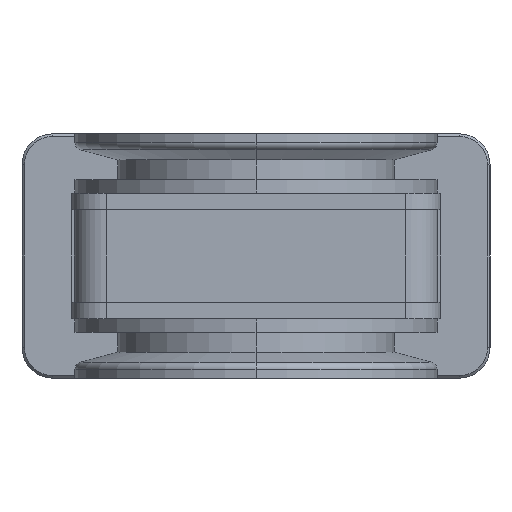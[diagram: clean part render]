
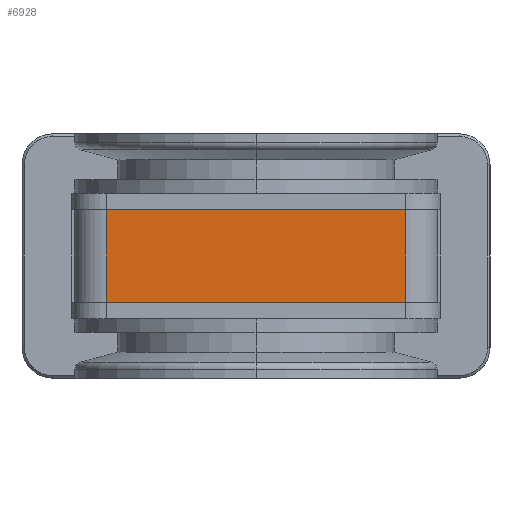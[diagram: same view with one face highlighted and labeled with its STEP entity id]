
A CAD part, front view. The second image highlights one B-rep face of the part: STEP entity #6928.
In plain terms, the highlighted planar face has unit normal (0, -1, 0).
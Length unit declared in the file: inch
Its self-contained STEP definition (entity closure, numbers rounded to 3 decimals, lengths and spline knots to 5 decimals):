
#65=DIRECTION('',(-1.,0.,0.));
#66=VECTOR('',#65,2.437);
#67=CARTESIAN_POINT('',(1.2185,-1.482,-0.3775));
#68=LINE('',#67,#66);
#161=DIRECTION('',(-1.,0.,0.));
#162=VECTOR('',#161,2.437);
#163=CARTESIAN_POINT('',(1.2185,-1.482,0.3775));
#164=LINE('',#163,#162);
#2448=DIRECTION('',(0.,0.,1.));
#2449=VECTOR('',#2448,0.755);
#2450=CARTESIAN_POINT('',(-1.2185,-1.482,-0.3775));
#2451=LINE('',#2450,#2449);
#2452=DIRECTION('',(0.,0.,1.));
#2453=VECTOR('',#2452,0.755);
#2454=CARTESIAN_POINT('',(1.2185,-1.482,-0.3775));
#2455=LINE('',#2454,#2453);
#3066=CARTESIAN_POINT('',(1.2185,-1.482,-0.3775));
#3067=VERTEX_POINT('',#3066);
#3068=CARTESIAN_POINT('',(-1.2185,-1.482,-0.3775));
#3069=VERTEX_POINT('',#3068);
#3082=CARTESIAN_POINT('',(1.2185,-1.482,0.3775));
#3083=VERTEX_POINT('',#3082);
#3084=CARTESIAN_POINT('',(-1.2185,-1.482,0.3775));
#3085=VERTEX_POINT('',#3084);
#6916=CARTESIAN_POINT('',(1.2185,-1.482,-0.3775));
#6917=DIRECTION('',(0.,1.,0.));
#6918=DIRECTION('',(-1.,0.,0.));
#6919=AXIS2_PLACEMENT_3D('',#6916,#6917,#6918);
#6920=PLANE('',#6919);
#6921=ORIENTED_EDGE('',*,*,#3228,.T.);
#6922=ORIENTED_EDGE('',*,*,#6911,.T.);
#6923=ORIENTED_EDGE('',*,*,#3351,.F.);
#6925=ORIENTED_EDGE('',*,*,#6924,.F.);
#6926=EDGE_LOOP('',(#6921,#6922,#6923,#6925));
#6927=FACE_OUTER_BOUND('',#6926,.F.);
#6928=ADVANCED_FACE('',(#6927),#6920,.F.);
#3228=EDGE_CURVE('',#3067,#3069,#68,.T.);
#3351=EDGE_CURVE('',#3083,#3085,#164,.T.);
#6911=EDGE_CURVE('',#3069,#3085,#2451,.T.);
#6924=EDGE_CURVE('',#3067,#3083,#2455,.T.);
